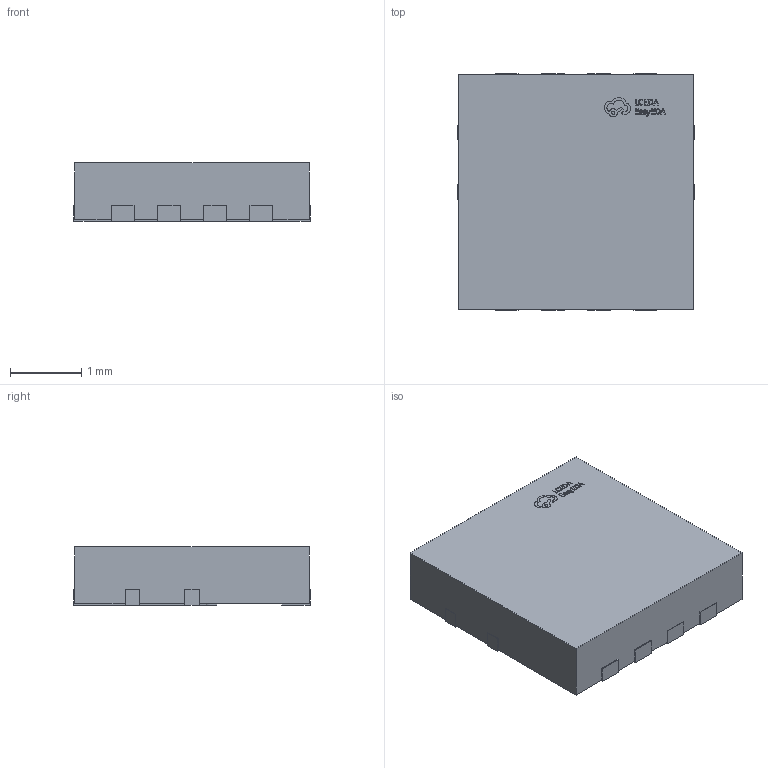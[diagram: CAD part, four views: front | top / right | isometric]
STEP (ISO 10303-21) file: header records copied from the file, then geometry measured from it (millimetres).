
FILE_DESCRIPTION (( 'STEP AP214' ), '1' );
FILE_NAME ('POWERDI3333-8_DMN7022LFGQ-7.step', '2022-07-09T03:57:34', ( '' ), ( '' ), 'SwSTEP 2.0', 'SolidWorks 2020', '' );
FILE_SCHEMA (( 'AUTOMOTIVE_DESIGN' ));
Length unit declared in the file: millimetre
Products named in the file (1): POWERDI3333-8_DMN7022LFGQ-7
Bounding box: 3.32 x 3.32 x 0.82 mm (x, y, z)
Volume: 8.8 mm3; surface area: 32.9 mm2
Topology: 1 solids, 1 shells, 363 faces, 1005 edges, 670 vertices
Faces by surface type: plane 248, bspline 114, cylinder 1
Entity records: 16121 total; most frequent: CARTESIAN_POINT 4401, ORIENTED_EDGE 2010, DIRECTION 1275, EDGE_CURVE 1005, VECTOR 771, LINE 771, VERTEX_POINT 670, EDGE_LOOP 389
